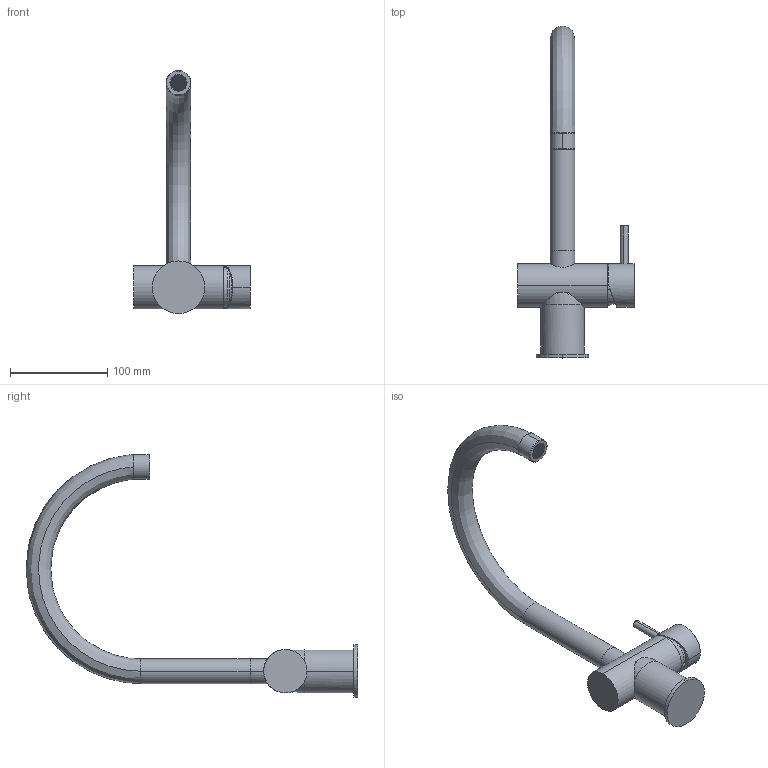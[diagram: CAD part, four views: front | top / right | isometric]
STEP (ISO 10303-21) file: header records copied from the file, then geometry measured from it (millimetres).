
FILE_DESCRIPTION (( 'STEP AP214' ), '1' );
FILE_NAME ('SSMCLSSRH_shell.STEP', '2018-10-26T03:45:43', ( 'khoa' ), ( '' ), 'SwSTEP 2.0', 'SolidWorks 2016', '' );
FILE_SCHEMA (( 'AUTOMOTIVE_DESIGN' ));
Length unit declared in the file: millimetre
Products named in the file (2): SSMCLSSRH_shell
Bounding box: 119.84 x 340.77 x 249.58 mm (x, y, z)
Volume: 240166.7 mm3; surface area: 122736.1 mm2
Topology: 9 solids, 10 shells, 1581 faces, 4020 edges, 2674 vertices
Faces by surface type: plane 1437, cylinder 108, cone 22, torus 10, bspline 4
Entity records: 64067 total; most frequent: CARTESIAN_POINT 10336, ORIENTED_EDGE 8040, DIRECTION 7396, EDGE_CURVE 4020, VECTOR 3730, LINE 3730, VERTEX_POINT 2674, AXIS2_PLACEMENT_3D 1833
